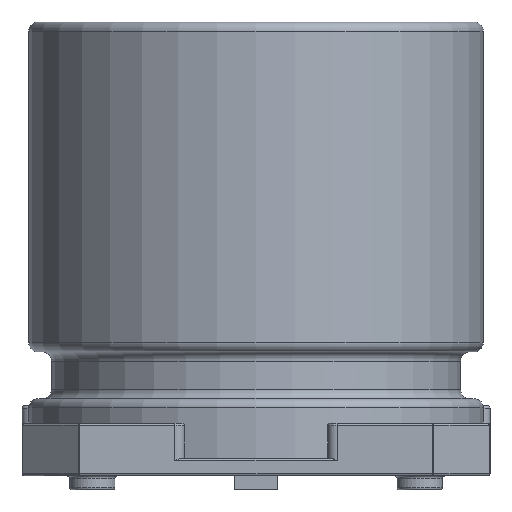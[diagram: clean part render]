
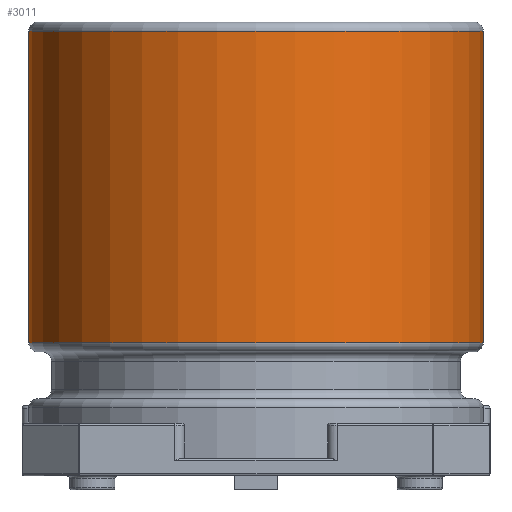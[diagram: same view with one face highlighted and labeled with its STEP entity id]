
A CAD part, left-side view. The second image highlights one B-rep face of the part: STEP entity #3011.
In plain terms, the highlighted cylindrical face has radius 5 mm (diameter 10 mm), a full revolution.
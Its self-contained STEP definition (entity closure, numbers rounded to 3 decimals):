
#298=CYLINDRICAL_SURFACE('',#3280,5.);
#419=FACE_OUTER_BOUND('',#568,.T.);
#568=EDGE_LOOP('',(#2747,#2748,#2749,#2750,#2751,#2752));
#730=LINE('',#5681,#880);
#880=VECTOR('',#3932,5.);
#1012=CIRCLE('',#3278,5.);
#1013=CIRCLE('',#3279,5.);
#1014=CIRCLE('',#3281,5.);
#1015=CIRCLE('',#3282,5.);
#1387=VERTEX_POINT('',#5674);
#1388=VERTEX_POINT('',#5676);
#1389=VERTEX_POINT('',#5680);
#1390=VERTEX_POINT('',#5682);
#1850=EDGE_CURVE('',#1387,#1388,#1012,.T.);
#1851=EDGE_CURVE('',#1388,#1387,#1013,.T.);
#1852=EDGE_CURVE('',#1388,#1389,#730,.T.);
#1853=EDGE_CURVE('',#1390,#1389,#1014,.T.);
#1854=EDGE_CURVE('',#1389,#1390,#1015,.T.);
#2747=ORIENTED_EDGE('',*,*,#1851,.F.);
#2748=ORIENTED_EDGE('',*,*,#1852,.T.);
#2749=ORIENTED_EDGE('',*,*,#1853,.F.);
#2750=ORIENTED_EDGE('',*,*,#1854,.F.);
#2751=ORIENTED_EDGE('',*,*,#1852,.F.);
#2752=ORIENTED_EDGE('',*,*,#1850,.F.);
#3011=ADVANCED_FACE('',(#419),#298,.T.);
#3278=AXIS2_PLACEMENT_3D('',#5677,#3926,#3927);
#3279=AXIS2_PLACEMENT_3D('',#5678,#3928,#3929);
#3280=AXIS2_PLACEMENT_3D('',#5679,#3930,#3931);
#3281=AXIS2_PLACEMENT_3D('',#5683,#3933,#3934);
#3282=AXIS2_PLACEMENT_3D('',#5684,#3935,#3936);
#3926=DIRECTION('center_axis',(0.,0.,1.));
#3927=DIRECTION('ref_axis',(0.,1.,0.));
#3928=DIRECTION('center_axis',(0.,0.,1.));
#3929=DIRECTION('ref_axis',(0.,1.,0.));
#3930=DIRECTION('center_axis',(0.,0.,1.));
#3931=DIRECTION('ref_axis',(0.,1.,0.));
#3932=DIRECTION('',(0.,0.,-1.));
#3933=DIRECTION('center_axis',(0.,0.,-1.));
#3934=DIRECTION('ref_axis',(0.,-1.,0.));
#3935=DIRECTION('center_axis',(0.,0.,-1.));
#3936=DIRECTION('ref_axis',(0.,-1.,0.));
#5674=CARTESIAN_POINT('',(0.,5.,10.1));
#5676=CARTESIAN_POINT('',(0.,-5.,10.1));
#5677=CARTESIAN_POINT('Origin',(0.,0.,10.1));
#5678=CARTESIAN_POINT('Origin',(0.,0.,10.1));
#5679=CARTESIAN_POINT('Origin',(0.,0.,0.695));
#5680=CARTESIAN_POINT('',(0.,-5.,3.239));
#5681=CARTESIAN_POINT('',(0.,-5.,0.695));
#5682=CARTESIAN_POINT('',(0.,5.,3.239));
#5683=CARTESIAN_POINT('Origin',(0.,0.,3.239));
#5684=CARTESIAN_POINT('Origin',(0.,0.,3.239));
